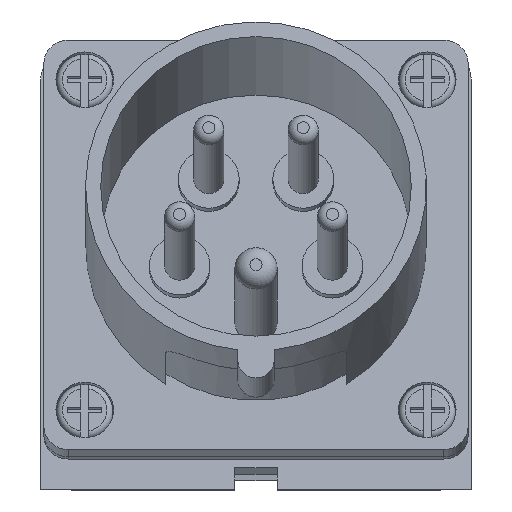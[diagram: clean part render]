
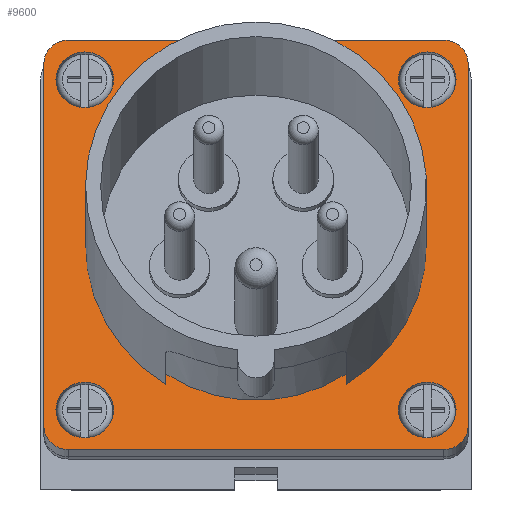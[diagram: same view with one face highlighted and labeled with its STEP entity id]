
A CAD part, top view. The second image highlights one B-rep face of the part: STEP entity #9600.
In plain terms, the highlighted face is planar.
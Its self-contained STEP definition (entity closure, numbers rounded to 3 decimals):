
#69 = EDGE_CURVE ( 'NONE', #623, #623, #7107, .T. ) ;
#86 = DIRECTION ( 'NONE',  ( 0., 1., 0. ) ) ;
#127 = FACE_BOUND ( 'NONE', #1658, .T. ) ;
#133 = EDGE_CURVE ( 'NONE', #1257, #1257, #8916, .T. ) ;
#140 = LINE ( 'NONE', #3142, #6383 ) ;
#251 = CIRCLE ( 'NONE', #1048, 28.125 ) ;
#254 = AXIS2_PLACEMENT_3D ( 'NONE', #5325, #8363, #9652 ) ;
#258 = CIRCLE ( 'NONE', #582, 4. ) ;
#373 = CIRCLE ( 'NONE', #524, 4. ) ;
#421 = AXIS2_PLACEMENT_3D ( 'NONE', #1421, #2894, #5908 ) ;
#483 = ORIENTED_EDGE ( 'NONE', *, *, #3094, .T. ) ;
#524 = AXIS2_PLACEMENT_3D ( 'NONE', #8257, #5956, #1503 ) ;
#576 = AXIS2_PLACEMENT_3D ( 'NONE', #635, #7282, #3133 ) ;
#582 = AXIS2_PLACEMENT_3D ( 'NONE', #4440, #9759, #9061 ) ;
#623 = VERTEX_POINT ( 'NONE', #3509 ) ;
#635 = CARTESIAN_POINT ( 'NONE',  ( -31., 5., -31. ) ) ;
#649 = CARTESIAN_POINT ( 'NONE',  ( -31., 5., 35. ) ) ;
#708 = AXIS2_PLACEMENT_3D ( 'NONE', #4385, #2096, #7239 ) ;
#737 = VERTEX_POINT ( 'NONE', #3009 ) ;
#822 = DIRECTION ( 'NONE',  ( 0., -1., 0. ) ) ;
#838 = LINE ( 'NONE', #2461, #7360 ) ;
#942 = EDGE_LOOP ( 'NONE', ( #4035 ) ) ;
#954 = VERTEX_POINT ( 'NONE', #2377 ) ;
#1048 = AXIS2_PLACEMENT_3D ( 'NONE', #1244, #8086, #1146 ) ;
#1146 = DIRECTION ( 'NONE',  ( 0., 0., -1. ) ) ;
#1190 = EDGE_LOOP ( 'NONE', ( #2823 ) ) ;
#1244 = CARTESIAN_POINT ( 'NONE',  ( 0., 5., 0. ) ) ;
#1257 = VERTEX_POINT ( 'NONE', #2086 ) ;
#1325 = CIRCLE ( 'NONE', #708, 4.75 ) ;
#1343 = EDGE_CURVE ( 'NONE', #5487, #5487, #1325, .T. ) ;
#1354 = CIRCLE ( 'NONE', #5143, 4.75 ) ;
#1401 = DIRECTION ( 'NONE',  ( 1., 0., 0. ) ) ;
#1421 = CARTESIAN_POINT ( 'NONE',  ( 28.25, 5., -28.25 ) ) ;
#1439 = ORIENTED_EDGE ( 'NONE', *, *, #7042, .T. ) ;
#1503 = DIRECTION ( 'NONE',  ( 0., 0., -1. ) ) ;
#1552 = EDGE_CURVE ( 'NONE', #6121, #7123, #8999, .T. ) ;
#1594 = LINE ( 'NONE', #5444, #6729 ) ;
#1604 = EDGE_CURVE ( 'NONE', #954, #9183, #373, .T. ) ;
#1646 = ORIENTED_EDGE ( 'NONE', *, *, #6269, .F. ) ;
#1658 = EDGE_LOOP ( 'NONE', ( #5345 ) ) ;
#1679 = ORIENTED_EDGE ( 'NONE', *, *, #8639, .F. ) ;
#1686 = VECTOR ( 'NONE', #3959, 1000. ) ;
#1714 = ORIENTED_EDGE ( 'NONE', *, *, #5179, .T. ) ;
#1772 = VERTEX_POINT ( 'NONE', #6980 ) ;
#1880 = DIRECTION ( 'NONE',  ( 0., 1., 0. ) ) ;
#2086 = CARTESIAN_POINT ( 'NONE',  ( 28.25, 5., -33. ) ) ;
#2096 = DIRECTION ( 'NONE',  ( 0., 1., 0. ) ) ;
#2294 = FACE_BOUND ( 'NONE', #942, .T. ) ;
#2377 = CARTESIAN_POINT ( 'NONE',  ( -35., 5., 31. ) ) ;
#2441 = FACE_BOUND ( 'NONE', #1190, .T. ) ;
#2461 = CARTESIAN_POINT ( 'NONE',  ( -35., 5., -35. ) ) ;
#2554 = CARTESIAN_POINT ( 'NONE',  ( -35., 5., -31. ) ) ;
#2561 = CARTESIAN_POINT ( 'NONE',  ( -28.25, 5., -28.25 ) ) ;
#2823 = ORIENTED_EDGE ( 'NONE', *, *, #6955, .F. ) ;
#2894 = DIRECTION ( 'NONE',  ( 0., 1., 0. ) ) ;
#3009 = CARTESIAN_POINT ( 'NONE',  ( -22.082, 5., -14.875 ) ) ;
#3026 = FACE_BOUND ( 'NONE', #8920, .T. ) ;
#3094 = EDGE_CURVE ( 'NONE', #9458, #1772, #140, .T. ) ;
#3133 = DIRECTION ( 'NONE',  ( 0., 0., -1. ) ) ;
#3142 = CARTESIAN_POINT ( 'NONE',  ( 35., 5., -35. ) ) ;
#3223 = PLANE ( 'NONE',  #5323 ) ;
#3504 = VERTEX_POINT ( 'NONE', #3794 ) ;
#3509 = CARTESIAN_POINT ( 'NONE',  ( 28.25, 5., 33. ) ) ;
#3520 = AXIS2_PLACEMENT_3D ( 'NONE', #3731, #6752, #6792 ) ;
#3726 = ORIENTED_EDGE ( 'NONE', *, *, #1604, .T. ) ;
#3731 = CARTESIAN_POINT ( 'NONE',  ( 31., 5., -31. ) ) ;
#3776 = DIRECTION ( 'NONE',  ( 1., 0., 0. ) ) ;
#3794 = CARTESIAN_POINT ( 'NONE',  ( 31., 5., 35. ) ) ;
#3820 = DIRECTION ( 'NONE',  ( 0., 0., -1. ) ) ;
#3914 = CARTESIAN_POINT ( 'NONE',  ( 35., 5., -35. ) ) ;
#3959 = DIRECTION ( 'NONE',  ( 0., 0., -1. ) ) ;
#4035 = ORIENTED_EDGE ( 'NONE', *, *, #133, .F. ) ;
#4140 = EDGE_CURVE ( 'NONE', #7428, #9458, #8721, .T. ) ;
#4335 = ORIENTED_EDGE ( 'NONE', *, *, #8895, .T. ) ;
#4385 = CARTESIAN_POINT ( 'NONE',  ( -28.25, 5., 28.25 ) ) ;
#4440 = CARTESIAN_POINT ( 'NONE',  ( 31., 5., 31. ) ) ;
#4607 = DIRECTION ( 'NONE',  ( 1., 0., 0. ) ) ;
#4687 = DIRECTION ( 'NONE',  ( -1., 0., 0. ) ) ;
#4725 = ORIENTED_EDGE ( 'NONE', *, *, #4140, .T. ) ;
#4749 = EDGE_CURVE ( 'NONE', #6121, #5857, #251, .T. ) ;
#4894 = DIRECTION ( 'NONE',  ( 0., 0., 1. ) ) ;
#5008 = CARTESIAN_POINT ( 'NONE',  ( -23.869, 5., -14.875 ) ) ;
#5143 = AXIS2_PLACEMENT_3D ( 'NONE', #2561, #1880, #4894 ) ;
#5160 = CARTESIAN_POINT ( 'NONE',  ( -28.25, 5., -23.5 ) ) ;
#5163 = CARTESIAN_POINT ( 'NONE',  ( 35., 5., 35. ) ) ;
#5167 = EDGE_LOOP ( 'NONE', ( #7601, #7875, #1646, #1679 ) ) ;
#5179 = EDGE_CURVE ( 'NONE', #1772, #7158, #5306, .T. ) ;
#5306 = CIRCLE ( 'NONE', #576, 4. ) ;
#5314 = CARTESIAN_POINT ( 'NONE',  ( 0., 5., 14.875 ) ) ;
#5316 = FACE_BOUND ( 'NONE', #5167, .T. ) ;
#5323 = AXIS2_PLACEMENT_3D ( 'NONE', #8311, #822, #3820 ) ;
#5325 = CARTESIAN_POINT ( 'NONE',  ( 28.25, 5., 28.25 ) ) ;
#5345 = ORIENTED_EDGE ( 'NONE', *, *, #1343, .F. ) ;
#5433 = EDGE_CURVE ( 'NONE', #9183, #3504, #5741, .T. ) ;
#5444 = CARTESIAN_POINT ( 'NONE',  ( 0., 5., -14.875 ) ) ;
#5487 = VERTEX_POINT ( 'NONE', #7010 ) ;
#5521 = CARTESIAN_POINT ( 'NONE',  ( -22.082, 5., 14.875 ) ) ;
#5741 = LINE ( 'NONE', #5163, #5778 ) ;
#5778 = VECTOR ( 'NONE', #1401, 1000. ) ;
#5857 = VERTEX_POINT ( 'NONE', #5008 ) ;
#5863 = DIRECTION ( 'NONE',  ( 0., 0., 1. ) ) ;
#5908 = DIRECTION ( 'NONE',  ( 0., 0., -1. ) ) ;
#5956 = DIRECTION ( 'NONE',  ( 0., 1., 0. ) ) ;
#6023 = ORIENTED_EDGE ( 'NONE', *, *, #9345, .T. ) ;
#6121 = VERTEX_POINT ( 'NONE', #7402 ) ;
#6269 = EDGE_CURVE ( 'NONE', #737, #7123, #8904, .T. ) ;
#6356 = ORIENTED_EDGE ( 'NONE', *, *, #5433, .T. ) ;
#6383 = VECTOR ( 'NONE', #4687, 1000. ) ;
#6646 = VERTEX_POINT ( 'NONE', #8991 ) ;
#6698 = VECTOR ( 'NONE', #3776, 1000. ) ;
#6729 = VECTOR ( 'NONE', #4607, 1000. ) ;
#6752 = DIRECTION ( 'NONE',  ( 0., 1., 0. ) ) ;
#6792 = DIRECTION ( 'NONE',  ( 0., 0., -1. ) ) ;
#6809 = DIRECTION ( 'NONE',  ( 0., 0., 1. ) ) ;
#6856 = CARTESIAN_POINT ( 'NONE',  ( 0., 5., 0. ) ) ;
#6873 = LINE ( 'NONE', #3914, #1686 ) ;
#6955 = EDGE_CURVE ( 'NONE', #7418, #7418, #1354, .T. ) ;
#6980 = CARTESIAN_POINT ( 'NONE',  ( -31., 5., -35. ) ) ;
#6999 = CARTESIAN_POINT ( 'NONE',  ( 31., 5., -35. ) ) ;
#7010 = CARTESIAN_POINT ( 'NONE',  ( -28.25, 5., 23.5 ) ) ;
#7042 = EDGE_CURVE ( 'NONE', #3504, #6646, #258, .T. ) ;
#7107 = CIRCLE ( 'NONE', #254, 4.75 ) ;
#7123 = VERTEX_POINT ( 'NONE', #5521 ) ;
#7158 = VERTEX_POINT ( 'NONE', #2554 ) ;
#7239 = DIRECTION ( 'NONE',  ( 0., 0., -1. ) ) ;
#7282 = DIRECTION ( 'NONE',  ( 0., 1., 0. ) ) ;
#7360 = VECTOR ( 'NONE', #6809, 1000. ) ;
#7402 = CARTESIAN_POINT ( 'NONE',  ( -23.869, 5., 14.875 ) ) ;
#7418 = VERTEX_POINT ( 'NONE', #5160 ) ;
#7428 = VERTEX_POINT ( 'NONE', #9701 ) ;
#7570 = FACE_OUTER_BOUND ( 'NONE', #8369, .T. ) ;
#7601 = ORIENTED_EDGE ( 'NONE', *, *, #4749, .F. ) ;
#7875 = ORIENTED_EDGE ( 'NONE', *, *, #1552, .T. ) ;
#8014 = ORIENTED_EDGE ( 'NONE', *, *, #69, .F. ) ;
#8086 = DIRECTION ( 'NONE',  ( 0., 1., 0. ) ) ;
#8257 = CARTESIAN_POINT ( 'NONE',  ( -31., 5., 31. ) ) ;
#8311 = CARTESIAN_POINT ( 'NONE',  ( 0., 5., 0. ) ) ;
#8363 = DIRECTION ( 'NONE',  ( 0., 1., 0. ) ) ;
#8369 = EDGE_LOOP ( 'NONE', ( #6023, #3726, #6356, #1439, #4335, #4725, #483, #1714 ) ) ;
#8639 = EDGE_CURVE ( 'NONE', #5857, #737, #1594, .T. ) ;
#8721 = CIRCLE ( 'NONE', #3520, 4. ) ;
#8895 = EDGE_CURVE ( 'NONE', #6646, #7428, #6873, .T. ) ;
#8904 = CIRCLE ( 'NONE', #9374, 26.625 ) ;
#8916 = CIRCLE ( 'NONE', #421, 4.75 ) ;
#8920 = EDGE_LOOP ( 'NONE', ( #8014 ) ) ;
#8991 = CARTESIAN_POINT ( 'NONE',  ( 35., 5., 31. ) ) ;
#8999 = LINE ( 'NONE', #5314, #6698 ) ;
#9061 = DIRECTION ( 'NONE',  ( 0., 0., -1. ) ) ;
#9183 = VERTEX_POINT ( 'NONE', #649 ) ;
#9345 = EDGE_CURVE ( 'NONE', #7158, #954, #838, .T. ) ;
#9374 = AXIS2_PLACEMENT_3D ( 'NONE', #6856, #86, #5863 ) ;
#9458 = VERTEX_POINT ( 'NONE', #6999 ) ;
#9600 = ADVANCED_FACE ( 'NONE', ( #127, #3026, #2294, #2441, #5316, #7570 ), #3223, .F. ) ;
#9652 = DIRECTION ( 'NONE',  ( 0., 0., 1. ) ) ;
#9701 = CARTESIAN_POINT ( 'NONE',  ( 35., 5., -31. ) ) ;
#9759 = DIRECTION ( 'NONE',  ( 0., 1., 0. ) ) ;
